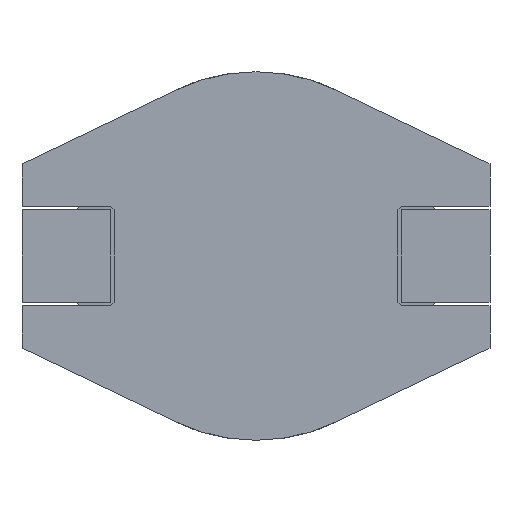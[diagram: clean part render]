
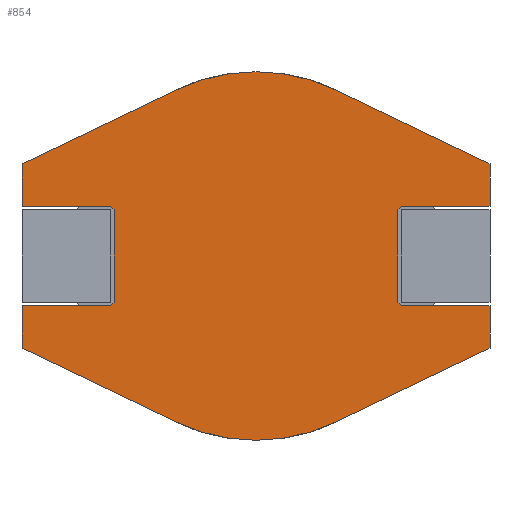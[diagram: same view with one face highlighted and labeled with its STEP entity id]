
A CAD part, front view. The second image highlights one B-rep face of the part: STEP entity #854.
In plain terms, the highlighted planar face has unit normal (0, -1, 0).
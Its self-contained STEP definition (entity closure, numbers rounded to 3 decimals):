
#1=DIRECTION('',(-0.902,0.,-0.432));
#2=VECTOR('',#1,4.645);
#3=CARTESIAN_POINT('',(6.35,0.,-2.5));
#4=LINE('',#3,#2);
#5=CARTESIAN_POINT('',(0.,0.,0.));
#6=DIRECTION('',(0.,1.,0.));
#7=DIRECTION('',(0.432,0.,-0.902));
#8=AXIS2_PLACEMENT_3D('',#5,#6,#7);
#10=DIRECTION('',(-0.902,0.,0.432));
#11=VECTOR('',#10,4.645);
#12=CARTESIAN_POINT('',(-2.162,0.,-4.508));
#13=LINE('',#12,#11);
#14=DIRECTION('',(0.,0.,1.));
#15=VECTOR('',#14,1.15);
#16=CARTESIAN_POINT('',(-6.35,0.,-2.5));
#17=LINE('',#16,#15);
#18=DIRECTION('',(1.,0.,0.));
#19=VECTOR('',#18,2.4);
#20=CARTESIAN_POINT('',(-6.35,0.,-1.35));
#21=LINE('',#20,#19);
#22=DIRECTION('',(0.707,0.,0.707));
#23=VECTOR('',#22,0.141);
#24=CARTESIAN_POINT('',(-3.95,0.,-1.35));
#25=LINE('',#24,#23);
#26=DIRECTION('',(0.,0.,1.));
#27=VECTOR('',#26,2.5);
#28=CARTESIAN_POINT('',(-3.85,0.,-1.25));
#29=LINE('',#28,#27);
#30=DIRECTION('',(-0.707,0.,0.707));
#31=VECTOR('',#30,0.141);
#32=CARTESIAN_POINT('',(-3.85,0.,1.25));
#33=LINE('',#32,#31);
#34=DIRECTION('',(-1.,0.,0.));
#35=VECTOR('',#34,2.4);
#36=CARTESIAN_POINT('',(-3.95,0.,1.35));
#37=LINE('',#36,#35);
#38=DIRECTION('',(0.,0.,1.));
#39=VECTOR('',#38,1.15);
#40=CARTESIAN_POINT('',(-6.35,0.,1.35));
#41=LINE('',#40,#39);
#42=DIRECTION('',(0.902,0.,0.432));
#43=VECTOR('',#42,4.645);
#44=CARTESIAN_POINT('',(-6.35,0.,2.5));
#45=LINE('',#44,#43);
#46=CARTESIAN_POINT('',(0.,0.,0.));
#47=DIRECTION('',(0.,1.,0.));
#48=DIRECTION('',(-0.432,0.,0.902));
#49=AXIS2_PLACEMENT_3D('',#46,#47,#48);
#51=DIRECTION('',(0.902,0.,-0.432));
#52=VECTOR('',#51,4.645);
#53=CARTESIAN_POINT('',(2.162,0.,4.508));
#54=LINE('',#53,#52);
#55=DIRECTION('',(0.,0.,-1.));
#56=VECTOR('',#55,1.15);
#57=CARTESIAN_POINT('',(6.35,0.,2.5));
#58=LINE('',#57,#56);
#59=DIRECTION('',(-1.,0.,0.));
#60=VECTOR('',#59,2.4);
#61=CARTESIAN_POINT('',(6.35,0.,1.35));
#62=LINE('',#61,#60);
#63=DIRECTION('',(-0.707,0.,-0.707));
#64=VECTOR('',#63,0.141);
#65=CARTESIAN_POINT('',(3.95,0.,1.35));
#66=LINE('',#65,#64);
#67=DIRECTION('',(0.,0.,-1.));
#68=VECTOR('',#67,2.5);
#69=CARTESIAN_POINT('',(3.85,0.,1.25));
#70=LINE('',#69,#68);
#71=DIRECTION('',(0.707,0.,-0.707));
#72=VECTOR('',#71,0.141);
#73=CARTESIAN_POINT('',(3.85,0.,-1.25));
#74=LINE('',#73,#72);
#75=DIRECTION('',(1.,0.,0.));
#76=VECTOR('',#75,2.4);
#77=CARTESIAN_POINT('',(3.95,0.,-1.35));
#78=LINE('',#77,#76);
#79=DIRECTION('',(0.,0.,-1.));
#80=VECTOR('',#79,1.15);
#81=CARTESIAN_POINT('',(6.35,0.,-1.35));
#82=LINE('',#81,#80);
#639=CARTESIAN_POINT('',(6.35,0.,-2.5));
#640=CARTESIAN_POINT('',(2.162,0.,-4.508));
#641=VERTEX_POINT('',#639);
#642=VERTEX_POINT('',#640);
#643=CARTESIAN_POINT('',(-2.162,0.,-4.508));
#644=VERTEX_POINT('',#643);
#645=CARTESIAN_POINT('',(-6.35,0.,-2.5));
#646=VERTEX_POINT('',#645);
#647=CARTESIAN_POINT('',(-6.35,0.,-1.35));
#648=VERTEX_POINT('',#647);
#657=CARTESIAN_POINT('',(-6.35,0.,1.35));
#658=CARTESIAN_POINT('',(-6.35,0.,2.5));
#659=VERTEX_POINT('',#657);
#660=VERTEX_POINT('',#658);
#661=CARTESIAN_POINT('',(-2.162,0.,4.508));
#662=VERTEX_POINT('',#661);
#663=CARTESIAN_POINT('',(2.162,0.,4.508));
#664=VERTEX_POINT('',#663);
#665=CARTESIAN_POINT('',(6.35,0.,2.5));
#666=VERTEX_POINT('',#665);
#667=CARTESIAN_POINT('',(6.35,0.,1.35));
#668=VERTEX_POINT('',#667);
#677=CARTESIAN_POINT('',(6.35,0.,-1.35));
#678=VERTEX_POINT('',#677);
#775=CARTESIAN_POINT('',(-3.95,0.,-1.35));
#776=VERTEX_POINT('',#775);
#777=CARTESIAN_POINT('',(-3.85,0.,-1.25));
#778=VERTEX_POINT('',#777);
#779=CARTESIAN_POINT('',(-3.85,0.,1.25));
#780=VERTEX_POINT('',#779);
#781=CARTESIAN_POINT('',(-3.95,0.,1.35));
#782=VERTEX_POINT('',#781);
#783=CARTESIAN_POINT('',(3.95,0.,1.35));
#784=VERTEX_POINT('',#783);
#785=CARTESIAN_POINT('',(3.85,0.,1.25));
#786=VERTEX_POINT('',#785);
#787=CARTESIAN_POINT('',(3.85,0.,-1.25));
#788=VERTEX_POINT('',#787);
#789=CARTESIAN_POINT('',(3.95,0.,-1.35));
#790=VERTEX_POINT('',#789);
#807=CARTESIAN_POINT('',(0.,0.,0.));
#808=DIRECTION('',(0.,1.,0.));
#809=DIRECTION('',(1.,0.,0.));
#810=AXIS2_PLACEMENT_3D('',#807,#808,#809);
#811=PLANE('',#810);
#813=ORIENTED_EDGE('',*,*,#812,.T.);
#815=ORIENTED_EDGE('',*,*,#814,.T.);
#817=ORIENTED_EDGE('',*,*,#816,.T.);
#819=ORIENTED_EDGE('',*,*,#818,.T.);
#821=ORIENTED_EDGE('',*,*,#820,.T.);
#823=ORIENTED_EDGE('',*,*,#822,.T.);
#825=ORIENTED_EDGE('',*,*,#824,.T.);
#827=ORIENTED_EDGE('',*,*,#826,.T.);
#829=ORIENTED_EDGE('',*,*,#828,.T.);
#831=ORIENTED_EDGE('',*,*,#830,.T.);
#833=ORIENTED_EDGE('',*,*,#832,.T.);
#835=ORIENTED_EDGE('',*,*,#834,.T.);
#837=ORIENTED_EDGE('',*,*,#836,.T.);
#839=ORIENTED_EDGE('',*,*,#838,.T.);
#841=ORIENTED_EDGE('',*,*,#840,.T.);
#843=ORIENTED_EDGE('',*,*,#842,.T.);
#845=ORIENTED_EDGE('',*,*,#844,.T.);
#847=ORIENTED_EDGE('',*,*,#846,.T.);
#849=ORIENTED_EDGE('',*,*,#848,.T.);
#851=ORIENTED_EDGE('',*,*,#850,.T.);
#852=EDGE_LOOP('',(#813,#815,#817,#819,#821,#823,#825,#827,#829,#831,#833,#835,
#837,#839,#841,#843,#845,#847,#849,#851));
#853=FACE_OUTER_BOUND('',#852,.F.);
#9=CIRCLE('',#8,5.);
#50=CIRCLE('',#49,5.);
#812=EDGE_CURVE('',#641,#642,#4,.T.);
#814=EDGE_CURVE('',#642,#644,#9,.T.);
#816=EDGE_CURVE('',#644,#646,#13,.T.);
#818=EDGE_CURVE('',#646,#648,#17,.T.);
#820=EDGE_CURVE('',#648,#776,#21,.T.);
#822=EDGE_CURVE('',#776,#778,#25,.T.);
#824=EDGE_CURVE('',#778,#780,#29,.T.);
#826=EDGE_CURVE('',#780,#782,#33,.T.);
#828=EDGE_CURVE('',#782,#659,#37,.T.);
#830=EDGE_CURVE('',#659,#660,#41,.T.);
#832=EDGE_CURVE('',#660,#662,#45,.T.);
#834=EDGE_CURVE('',#662,#664,#50,.T.);
#836=EDGE_CURVE('',#664,#666,#54,.T.);
#838=EDGE_CURVE('',#666,#668,#58,.T.);
#840=EDGE_CURVE('',#668,#784,#62,.T.);
#842=EDGE_CURVE('',#784,#786,#66,.T.);
#844=EDGE_CURVE('',#786,#788,#70,.T.);
#846=EDGE_CURVE('',#788,#790,#74,.T.);
#848=EDGE_CURVE('',#790,#678,#78,.T.);
#850=EDGE_CURVE('',#678,#641,#82,.T.);
#854=ADVANCED_FACE('',(#853),#811,.F.);
